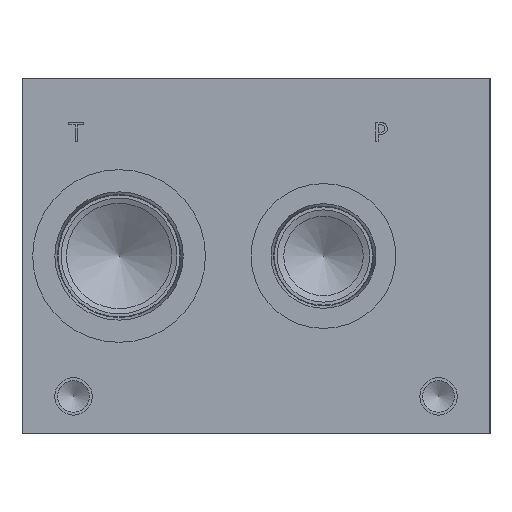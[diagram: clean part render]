
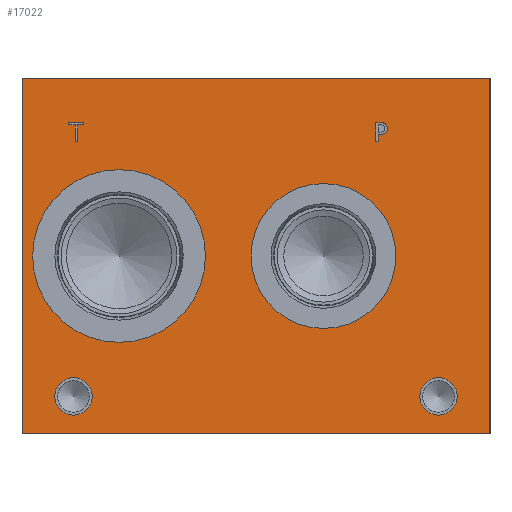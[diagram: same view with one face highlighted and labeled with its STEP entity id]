
A CAD part, left-side view. The second image highlights one B-rep face of the part: STEP entity #17022.
In plain terms, the highlighted planar face has unit normal (-1, 0, 0).
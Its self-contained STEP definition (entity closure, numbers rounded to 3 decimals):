
#514=CIRCLE('',#17800,29.286);
#515=CIRCLE('',#17801,29.286);
#516=CIRCLE('',#17802,24.562);
#517=CIRCLE('',#17803,24.562);
#518=CIRCLE('',#17804,6.35);
#519=CIRCLE('',#17805,6.35);
#520=CIRCLE('',#17806,6.35);
#521=CIRCLE('',#17807,6.35);
#1432=B_SPLINE_CURVE_WITH_KNOTS('',2,(#28223,#28224,#28225,#28226),
 .UNSPECIFIED.,.F.,.F.,(3,1,3),(0.,1.,2.),.UNSPECIFIED.);
#1434=B_SPLINE_CURVE_WITH_KNOTS('',2,(#28244,#28245,#28246,#28247),
 .UNSPECIFIED.,.F.,.F.,(3,1,3),(0.,1.,2.),.UNSPECIFIED.);
#1436=B_SPLINE_CURVE_WITH_KNOTS('',2,(#28293,#28294,#28295,#28296),
 .UNSPECIFIED.,.F.,.F.,(3,1,3),(0.,1.,2.),.UNSPECIFIED.);
#1438=B_SPLINE_CURVE_WITH_KNOTS('',2,(#28311,#28312,#28313,#28314),
 .UNSPECIFIED.,.F.,.F.,(3,1,3),(0.,1.,2.),.UNSPECIFIED.);
#1510=FACE_BOUND('',#3167,.T.);
#1511=FACE_BOUND('',#3168,.T.);
#1512=FACE_BOUND('',#3169,.T.);
#1513=FACE_BOUND('',#3170,.T.);
#1514=FACE_BOUND('',#3171,.T.);
#1515=FACE_BOUND('',#3172,.T.);
#2179=FACE_OUTER_BOUND('',#3166,.T.);
#3166=EDGE_LOOP('',(#13655,#13656,#13657,#13658));
#3167=EDGE_LOOP('',(#13659,#13660));
#3168=EDGE_LOOP('',(#13661,#13662));
#3169=EDGE_LOOP('',(#13663,#13664));
#3170=EDGE_LOOP('',(#13665,#13666));
#3171=EDGE_LOOP('',(#13667,#13668,#13669,#13670,#13671,#13672,#13673,#13674));
#3172=EDGE_LOOP('',(#13675,#13676,#13677,#13678,#13679,#13680,#13681,#13682,
#13683));
#3678=LINE('',#22910,#5137);
#4766=LINE('',#28256,#6225);
#4769=LINE('',#28262,#6228);
#4772=LINE('',#28268,#6231);
#4775=LINE('',#28274,#6234);
#4778=LINE('',#28280,#6237);
#4782=LINE('',#28322,#6241);
#4783=LINE('',#28324,#6242);
#4784=LINE('',#28325,#6243);
#4785=LINE('',#28344,#6244);
#4786=LINE('',#28346,#6245);
#4787=LINE('',#28348,#6246);
#4788=LINE('',#28350,#6247);
#4789=LINE('',#28352,#6248);
#4790=LINE('',#28354,#6249);
#4791=LINE('',#28356,#6250);
#4792=LINE('',#28357,#6251);
#5137=VECTOR('',#18787,10.);
#6225=VECTOR('',#20641,10.);
#6228=VECTOR('',#20646,10.);
#6231=VECTOR('',#20651,10.);
#6234=VECTOR('',#20656,10.);
#6237=VECTOR('',#20661,10.);
#6241=VECTOR('',#20669,10.);
#6242=VECTOR('',#20670,10.);
#6243=VECTOR('',#20671,10.);
#6244=VECTOR('',#20688,10.);
#6245=VECTOR('',#20689,10.);
#6246=VECTOR('',#20690,10.);
#6247=VECTOR('',#20691,10.);
#6248=VECTOR('',#20692,10.);
#6249=VECTOR('',#20693,10.);
#6250=VECTOR('',#20694,10.);
#6251=VECTOR('',#20695,10.);
#6582=VERTEX_POINT('',#22903);
#6585=VERTEX_POINT('',#22908);
#7574=VERTEX_POINT('',#28221);
#7575=VERTEX_POINT('',#28222);
#7578=VERTEX_POINT('',#28243);
#7580=VERTEX_POINT('',#28255);
#7582=VERTEX_POINT('',#28261);
#7584=VERTEX_POINT('',#28267);
#7586=VERTEX_POINT('',#28273);
#7588=VERTEX_POINT('',#28279);
#7590=VERTEX_POINT('',#28292);
#7592=VERTEX_POINT('',#28321);
#7593=VERTEX_POINT('',#28323);
#7594=VERTEX_POINT('',#28326);
#7595=VERTEX_POINT('',#28327);
#7596=VERTEX_POINT('',#28330);
#7597=VERTEX_POINT('',#28331);
#7598=VERTEX_POINT('',#28334);
#7599=VERTEX_POINT('',#28335);
#7600=VERTEX_POINT('',#28338);
#7601=VERTEX_POINT('',#28339);
#7602=VERTEX_POINT('',#28342);
#7603=VERTEX_POINT('',#28343);
#7604=VERTEX_POINT('',#28345);
#7605=VERTEX_POINT('',#28347);
#7606=VERTEX_POINT('',#28349);
#7607=VERTEX_POINT('',#28351);
#7608=VERTEX_POINT('',#28353);
#7609=VERTEX_POINT('',#28355);
#8278=EDGE_CURVE('',#6582,#6585,#3678,.T.);
#9747=EDGE_CURVE('',#7574,#7575,#1432,.T.);
#9751=EDGE_CURVE('',#7578,#7574,#1434,.T.);
#9754=EDGE_CURVE('',#7580,#7578,#4766,.T.);
#9757=EDGE_CURVE('',#7582,#7580,#4769,.T.);
#9760=EDGE_CURVE('',#7584,#7582,#4772,.T.);
#9763=EDGE_CURVE('',#7586,#7584,#4775,.T.);
#9766=EDGE_CURVE('',#7588,#7586,#4778,.T.);
#9769=EDGE_CURVE('',#7590,#7588,#1436,.T.);
#9772=EDGE_CURVE('',#7575,#7590,#1438,.T.);
#9774=EDGE_CURVE('',#7592,#6582,#4782,.T.);
#9775=EDGE_CURVE('',#7593,#6585,#4783,.T.);
#9776=EDGE_CURVE('',#7592,#7593,#4784,.T.);
#9777=EDGE_CURVE('',#7594,#7595,#514,.T.);
#9778=EDGE_CURVE('',#7595,#7594,#515,.T.);
#9779=EDGE_CURVE('',#7596,#7597,#516,.T.);
#9780=EDGE_CURVE('',#7597,#7596,#517,.T.);
#9781=EDGE_CURVE('',#7598,#7599,#518,.T.);
#9782=EDGE_CURVE('',#7599,#7598,#519,.T.);
#9783=EDGE_CURVE('',#7600,#7601,#520,.T.);
#9784=EDGE_CURVE('',#7601,#7600,#521,.T.);
#9785=EDGE_CURVE('',#7602,#7603,#4785,.T.);
#9786=EDGE_CURVE('',#7603,#7604,#4786,.T.);
#9787=EDGE_CURVE('',#7604,#7605,#4787,.T.);
#9788=EDGE_CURVE('',#7605,#7606,#4788,.T.);
#9789=EDGE_CURVE('',#7606,#7607,#4789,.T.);
#9790=EDGE_CURVE('',#7607,#7608,#4790,.T.);
#9791=EDGE_CURVE('',#7608,#7609,#4791,.T.);
#9792=EDGE_CURVE('',#7609,#7602,#4792,.T.);
#13655=ORIENTED_EDGE('',*,*,#9774,.T.);
#13656=ORIENTED_EDGE('',*,*,#8278,.T.);
#13657=ORIENTED_EDGE('',*,*,#9775,.F.);
#13658=ORIENTED_EDGE('',*,*,#9776,.F.);
#13659=ORIENTED_EDGE('',*,*,#9777,.T.);
#13660=ORIENTED_EDGE('',*,*,#9778,.T.);
#13661=ORIENTED_EDGE('',*,*,#9779,.T.);
#13662=ORIENTED_EDGE('',*,*,#9780,.T.);
#13663=ORIENTED_EDGE('',*,*,#9781,.T.);
#13664=ORIENTED_EDGE('',*,*,#9782,.T.);
#13665=ORIENTED_EDGE('',*,*,#9783,.T.);
#13666=ORIENTED_EDGE('',*,*,#9784,.T.);
#13667=ORIENTED_EDGE('',*,*,#9785,.T.);
#13668=ORIENTED_EDGE('',*,*,#9786,.T.);
#13669=ORIENTED_EDGE('',*,*,#9787,.T.);
#13670=ORIENTED_EDGE('',*,*,#9788,.T.);
#13671=ORIENTED_EDGE('',*,*,#9789,.T.);
#13672=ORIENTED_EDGE('',*,*,#9790,.T.);
#13673=ORIENTED_EDGE('',*,*,#9791,.T.);
#13674=ORIENTED_EDGE('',*,*,#9792,.T.);
#13675=ORIENTED_EDGE('',*,*,#9747,.T.);
#13676=ORIENTED_EDGE('',*,*,#9772,.T.);
#13677=ORIENTED_EDGE('',*,*,#9769,.T.);
#13678=ORIENTED_EDGE('',*,*,#9766,.T.);
#13679=ORIENTED_EDGE('',*,*,#9763,.T.);
#13680=ORIENTED_EDGE('',*,*,#9760,.T.);
#13681=ORIENTED_EDGE('',*,*,#9757,.T.);
#13682=ORIENTED_EDGE('',*,*,#9754,.T.);
#13683=ORIENTED_EDGE('',*,*,#9751,.T.);
#15854=PLANE('',#17799);
#17022=ADVANCED_FACE('',(#2179,#1510,#1511,#1512,#1513,#1514,#1515),#15854,
 .T.);
#17799=AXIS2_PLACEMENT_3D('',#28320,#20667,#20668);
#17800=AXIS2_PLACEMENT_3D('',#28328,#20672,#20673);
#17801=AXIS2_PLACEMENT_3D('',#28329,#20674,#20675);
#17802=AXIS2_PLACEMENT_3D('',#28332,#20676,#20677);
#17803=AXIS2_PLACEMENT_3D('',#28333,#20678,#20679);
#17804=AXIS2_PLACEMENT_3D('',#28336,#20680,#20681);
#17805=AXIS2_PLACEMENT_3D('',#28337,#20682,#20683);
#17806=AXIS2_PLACEMENT_3D('',#28340,#20684,#20685);
#17807=AXIS2_PLACEMENT_3D('',#28341,#20686,#20687);
#18787=DIRECTION('',(0.,0.,1.));
#20641=DIRECTION('',(0.,-1.,0.));
#20646=DIRECTION('',(0.,0.,1.));
#20651=DIRECTION('',(0.,1.,0.));
#20656=DIRECTION('',(0.,0.,-1.));
#20661=DIRECTION('',(0.,1.,0.));
#20667=DIRECTION('center_axis',(-1.,0.,0.));
#20668=DIRECTION('ref_axis',(0.,-1.,0.));
#20669=DIRECTION('',(0.,-1.,0.));
#20670=DIRECTION('',(0.,-1.,0.));
#20671=DIRECTION('',(0.,0.,1.));
#20672=DIRECTION('center_axis',(1.,0.,0.));
#20673=DIRECTION('ref_axis',(0.,0.,1.));
#20674=DIRECTION('center_axis',(1.,0.,0.));
#20675=DIRECTION('ref_axis',(0.,0.,1.));
#20676=DIRECTION('center_axis',(1.,0.,0.));
#20677=DIRECTION('ref_axis',(0.,0.,1.));
#20678=DIRECTION('center_axis',(1.,0.,0.));
#20679=DIRECTION('ref_axis',(0.,0.,1.));
#20680=DIRECTION('center_axis',(1.,0.,0.));
#20681=DIRECTION('ref_axis',(0.,1.,0.));
#20682=DIRECTION('center_axis',(1.,0.,0.));
#20683=DIRECTION('ref_axis',(0.,1.,0.));
#20684=DIRECTION('center_axis',(1.,0.,0.));
#20685=DIRECTION('ref_axis',(0.,1.,0.));
#20686=DIRECTION('center_axis',(1.,0.,0.));
#20687=DIRECTION('ref_axis',(0.,1.,0.));
#20688=DIRECTION('',(0.,1.,0.));
#20689=DIRECTION('',(0.,0.,1.));
#20690=DIRECTION('',(0.,1.,0.));
#20691=DIRECTION('',(0.,0.,1.));
#20692=DIRECTION('',(0.,-1.,0.));
#20693=DIRECTION('',(0.,0.,-1.));
#20694=DIRECTION('',(0.,1.,0.));
#20695=DIRECTION('',(0.,0.,-1.));
#22903=CARTESIAN_POINT('',(0.,0.,0.));
#22908=CARTESIAN_POINT('',(0.,0.,120.65));
#22910=CARTESIAN_POINT('',(0.,0.,0.));
#28221=CARTESIAN_POINT('',(0.,35.571,105.141));
#28222=CARTESIAN_POINT('',(0.,34.815,103.623));
#28223=CARTESIAN_POINT('Ctrl Pts',(0.,35.571,105.141));
#28224=CARTESIAN_POINT('Ctrl Pts',(0.,35.216,104.899));
#28225=CARTESIAN_POINT('Ctrl Pts',(0.,34.815,104.153));
#28226=CARTESIAN_POINT('Ctrl Pts',(0.,34.815,103.623));
#28243=CARTESIAN_POINT('',(0.,37.233,105.537));
#28244=CARTESIAN_POINT('Ctrl Pts',(0.,37.233,105.537));
#28245=CARTESIAN_POINT('Ctrl Pts',(0.,36.667,105.537));
#28246=CARTESIAN_POINT('Ctrl Pts',(0.,35.875,105.352));
#28247=CARTESIAN_POINT('Ctrl Pts',(0.,35.571,105.141));
#28255=CARTESIAN_POINT('',(0.,38.828,105.537));
#28256=CARTESIAN_POINT('',(0.,98.789,105.537));
#28261=CARTESIAN_POINT('',(0.,38.828,99.187));
#28262=CARTESIAN_POINT('',(0.,38.828,49.593));
#28267=CARTESIAN_POINT('',(0.,37.984,99.187));
#28268=CARTESIAN_POINT('',(0.,98.367,99.187));
#28273=CARTESIAN_POINT('',(0.,37.984,101.554));
#28274=CARTESIAN_POINT('',(0.,37.984,50.777));
#28279=CARTESIAN_POINT('',(0.,37.269,101.554));
#28280=CARTESIAN_POINT('',(0.,98.01,101.554));
#28292=CARTESIAN_POINT('',(0.,35.37,102.213));
#28293=CARTESIAN_POINT('Ctrl Pts',(0.,35.37,102.213));
#28294=CARTESIAN_POINT('Ctrl Pts',(0.,35.7,101.889));
#28295=CARTESIAN_POINT('Ctrl Pts',(0.,36.59,101.554));
#28296=CARTESIAN_POINT('Ctrl Pts',(0.,37.269,101.554));
#28311=CARTESIAN_POINT('Ctrl Pts',(0.,34.815,103.623));
#28312=CARTESIAN_POINT('Ctrl Pts',(0.,34.815,103.211));
#28313=CARTESIAN_POINT('Ctrl Pts',(0.,35.108,102.47));
#28314=CARTESIAN_POINT('Ctrl Pts',(0.,35.37,102.213));
#28320=CARTESIAN_POINT('Origin',(0.,158.75,0.));
#28321=CARTESIAN_POINT('',(0.,158.75,0.));
#28322=CARTESIAN_POINT('',(0.,158.75,0.));
#28323=CARTESIAN_POINT('',(0.,158.75,120.65));
#28324=CARTESIAN_POINT('',(0.,158.75,120.65));
#28325=CARTESIAN_POINT('',(0.,158.75,0.));
#28326=CARTESIAN_POINT('',(0.,125.832,89.611));
#28327=CARTESIAN_POINT('',(0.,125.832,31.039));
#28328=CARTESIAN_POINT('Origin',(0.,125.832,60.325));
#28329=CARTESIAN_POINT('Origin',(0.,125.832,60.325));
#28330=CARTESIAN_POINT('',(0.,56.49,84.887));
#28331=CARTESIAN_POINT('',(0.,56.49,35.763));
#28332=CARTESIAN_POINT('Origin',(0.,56.49,60.325));
#28333=CARTESIAN_POINT('Origin',(0.,56.49,60.325));
#28334=CARTESIAN_POINT('',(0.,147.625,12.7));
#28335=CARTESIAN_POINT('',(0.,134.925,12.7));
#28336=CARTESIAN_POINT('Origin',(0.,141.275,12.7));
#28337=CARTESIAN_POINT('Origin',(0.,141.275,12.7));
#28338=CARTESIAN_POINT('',(0.,23.8,12.7));
#28339=CARTESIAN_POINT('',(0.,11.1,12.7));
#28340=CARTESIAN_POINT('Origin',(0.,17.45,12.7));
#28341=CARTESIAN_POINT('Origin',(0.,17.45,12.7));
#28342=CARTESIAN_POINT('',(0.,139.88,99.187));
#28343=CARTESIAN_POINT('',(0.,140.724,99.187));
#28344=CARTESIAN_POINT('',(0.,149.315,99.187));
#28345=CARTESIAN_POINT('',(0.,140.724,104.786));
#28346=CARTESIAN_POINT('',(0.,140.724,49.594));
#28347=CARTESIAN_POINT('',(0.,142.855,104.786));
#28348=CARTESIAN_POINT('',(0.,149.737,104.786));
#28349=CARTESIAN_POINT('',(0.,142.855,105.537));
#28350=CARTESIAN_POINT('',(0.,142.855,52.393));
#28351=CARTESIAN_POINT('',(0.,137.75,105.537));
#28352=CARTESIAN_POINT('',(0.,150.802,105.537));
#28353=CARTESIAN_POINT('',(0.,137.75,104.786));
#28354=CARTESIAN_POINT('',(0.,137.75,52.768));
#28355=CARTESIAN_POINT('',(0.,139.88,104.786));
#28356=CARTESIAN_POINT('',(0.,148.25,104.786));
#28357=CARTESIAN_POINT('',(0.,139.88,52.393));
